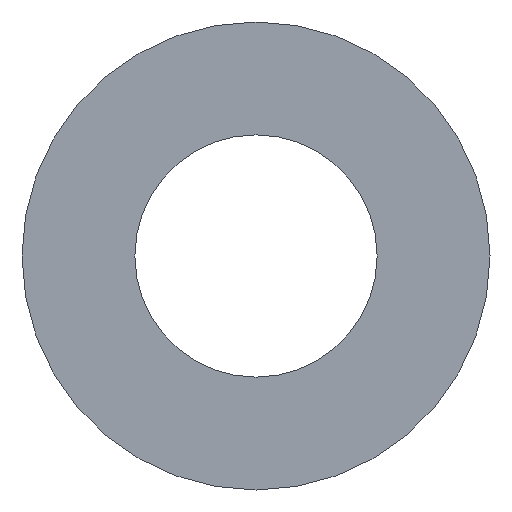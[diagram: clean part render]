
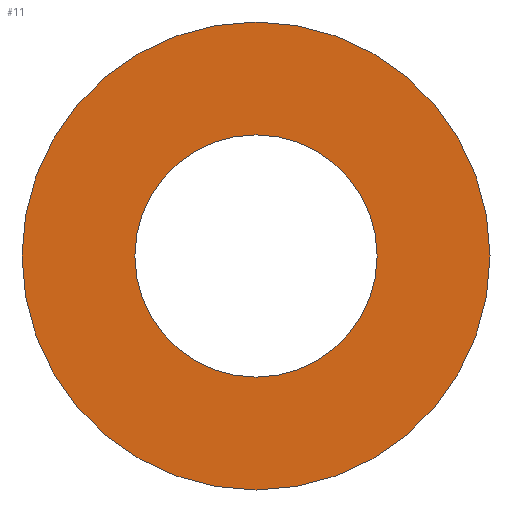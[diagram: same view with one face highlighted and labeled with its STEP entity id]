
A CAD part, front view. The second image highlights one B-rep face of the part: STEP entity #11.
In plain terms, the highlighted planar face has unit normal (0, -1, 0).
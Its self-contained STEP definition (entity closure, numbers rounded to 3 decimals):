
#1 = CIRCLE ( 'NONE', #134, 2.125 ) ;
#6 = DIRECTION ( 'NONE',  ( 0., 0., 1. ) ) ;
#9 = FACE_BOUND ( 'NONE', #194, .T. ) ;
#11 = ADVANCED_FACE ( 'NONE', ( #111, #9 ), #212, .F. ) ;
#12 = DIRECTION ( 'NONE',  ( 0., 1., 0. ) ) ;
#13 = VERTEX_POINT ( 'NONE', #157 ) ;
#15 = AXIS2_PLACEMENT_3D ( 'NONE', #175, #107, #122 ) ;
#16 = EDGE_CURVE ( 'NONE', #160, #63, #27, .T. ) ;
#21 = CIRCLE ( 'NONE', #15, 1.1 ) ;
#25 = CARTESIAN_POINT ( 'NONE',  ( 0., 0., 0. ) ) ;
#26 = CARTESIAN_POINT ( 'NONE',  ( 0., 0., 0. ) ) ;
#27 = CIRCLE ( 'NONE', #170, 1.1 ) ;
#57 = CARTESIAN_POINT ( 'NONE',  ( 0., 0., 2.125 ) ) ;
#61 = CARTESIAN_POINT ( 'NONE',  ( 0., 0., 0. ) ) ;
#63 = VERTEX_POINT ( 'NONE', #109 ) ;
#69 = DIRECTION ( 'NONE',  ( 0., 0., 1. ) ) ;
#75 = EDGE_CURVE ( 'NONE', #13, #102, #1, .T. ) ;
#76 = DIRECTION ( 'NONE',  ( 0., 1., 0. ) ) ;
#95 = ORIENTED_EDGE ( 'NONE', *, *, #16, .T. ) ;
#102 = VERTEX_POINT ( 'NONE', #57 ) ;
#107 = DIRECTION ( 'NONE',  ( 0., 1., 0. ) ) ;
#109 = CARTESIAN_POINT ( 'NONE',  ( 0., 0., 1.1 ) ) ;
#110 = ORIENTED_EDGE ( 'NONE', *, *, #147, .F. ) ;
#111 = FACE_OUTER_BOUND ( 'NONE', #178, .T. ) ;
#117 = EDGE_CURVE ( 'NONE', #63, #160, #21, .T. ) ;
#122 = DIRECTION ( 'NONE',  ( 0., 0., 1. ) ) ;
#127 = DIRECTION ( 'NONE',  ( 0., 1., 0. ) ) ;
#134 = AXIS2_PLACEMENT_3D ( 'NONE', #61, #156, #154 ) ;
#135 = CARTESIAN_POINT ( 'NONE',  ( 0., 0., 0. ) ) ;
#147 = EDGE_CURVE ( 'NONE', #102, #13, #199, .T. ) ;
#154 = DIRECTION ( 'NONE',  ( 0., 0., 1. ) ) ;
#156 = DIRECTION ( 'NONE',  ( 0., 1., 0. ) ) ;
#157 = CARTESIAN_POINT ( 'NONE',  ( 0., 0., -2.125 ) ) ;
#160 = VERTEX_POINT ( 'NONE', #189 ) ;
#170 = AXIS2_PLACEMENT_3D ( 'NONE', #26, #127, #69 ) ;
#175 = CARTESIAN_POINT ( 'NONE',  ( 0., 0., 0. ) ) ;
#178 = EDGE_LOOP ( 'NONE', ( #186, #110 ) ) ;
#179 = DIRECTION ( 'NONE',  ( 0., 0., 1. ) ) ;
#186 = ORIENTED_EDGE ( 'NONE', *, *, #75, .F. ) ;
#189 = CARTESIAN_POINT ( 'NONE',  ( 0., 0., -1.1 ) ) ;
#194 = EDGE_LOOP ( 'NONE', ( #95, #200 ) ) ;
#199 = CIRCLE ( 'NONE', #210, 2.125 ) ;
#200 = ORIENTED_EDGE ( 'NONE', *, *, #117, .T. ) ;
#205 = AXIS2_PLACEMENT_3D ( 'NONE', #25, #12, #179 ) ;
#210 = AXIS2_PLACEMENT_3D ( 'NONE', #135, #76, #6 ) ;
#212 = PLANE ( 'NONE',  #205 ) ;
